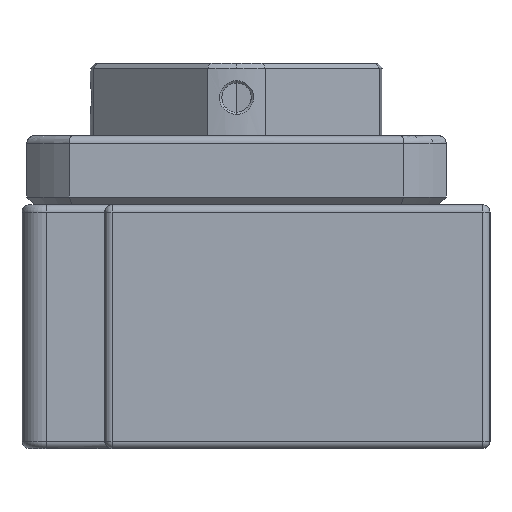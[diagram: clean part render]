
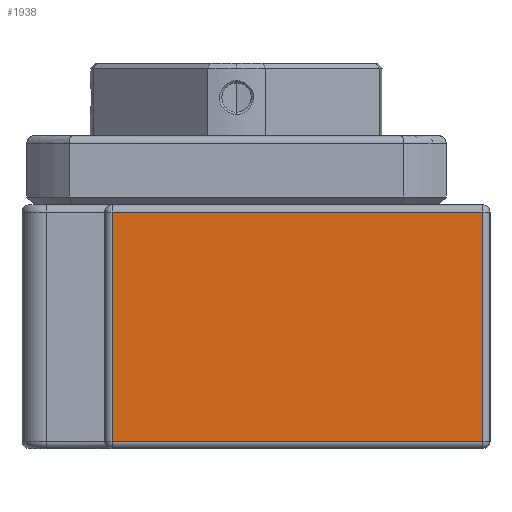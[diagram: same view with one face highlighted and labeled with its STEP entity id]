
A CAD part, left-side view. The second image highlights one B-rep face of the part: STEP entity #1938.
In plain terms, the highlighted planar face has unit normal (-1, 0, 0).
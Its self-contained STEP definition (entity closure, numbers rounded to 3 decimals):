
#67 = DIRECTION ( 'NONE',  ( 0., -1., 0. ) ) ;
#103 = VECTOR ( 'NONE', #11470, 1000. ) ;
#1533 = DIRECTION ( 'NONE',  ( 1., 0., 0. ) ) ;
#1864 = CARTESIAN_POINT ( 'NONE',  ( -70., 31., 23.5 ) ) ;
#1938 = ADVANCED_FACE ( 'NONE', ( #5827 ), #16573, .F. ) ;
#2319 = CARTESIAN_POINT ( 'NONE',  ( -70., 29.5, -23.5 ) ) ;
#3067 = EDGE_CURVE ( 'NONE', #6440, #4466, #7091, .T. ) ;
#3849 = VECTOR ( 'NONE', #8233, 1000. ) ;
#4010 = LINE ( 'NONE', #8308, #7705 ) ;
#4466 = VERTEX_POINT ( 'NONE', #2319 ) ;
#5354 = LINE ( 'NONE', #6903, #9025 ) ;
#5827 = FACE_OUTER_BOUND ( 'NONE', #14094, .T. ) ;
#5989 = EDGE_CURVE ( 'NONE', #15280, #15056, #5354, .T. ) ;
#6440 = VERTEX_POINT ( 'NONE', #14712 ) ;
#6903 = CARTESIAN_POINT ( 'NONE',  ( -70., -46.5, 25. ) ) ;
#7091 = LINE ( 'NONE', #16425, #3849 ) ;
#7415 = LINE ( 'NONE', #1864, #103 ) ;
#7554 = AXIS2_PLACEMENT_3D ( 'NONE', #8328, #1533, #11121 ) ;
#7705 = VECTOR ( 'NONE', #67, 1000. ) ;
#8233 = DIRECTION ( 'NONE',  ( 0., 0., -1. ) ) ;
#8308 = CARTESIAN_POINT ( 'NONE',  ( -70., -48., -23.5 ) ) ;
#8328 = CARTESIAN_POINT ( 'NONE',  ( -70., 31., 25. ) ) ;
#9025 = VECTOR ( 'NONE', #15089, 1000. ) ;
#9768 = ORIENTED_EDGE ( 'NONE', *, *, #13435, .T. ) ;
#11121 = DIRECTION ( 'NONE',  ( 0., 1., 0. ) ) ;
#11470 = DIRECTION ( 'NONE',  ( 0., 1., 0. ) ) ;
#12916 = ORIENTED_EDGE ( 'NONE', *, *, #16332, .T. ) ;
#13435 = EDGE_CURVE ( 'NONE', #4466, #15280, #4010, .T. ) ;
#13959 = CARTESIAN_POINT ( 'NONE',  ( -70., -46.5, -23.5 ) ) ;
#14094 = EDGE_LOOP ( 'NONE', ( #14628, #9768, #15565, #12916 ) ) ;
#14628 = ORIENTED_EDGE ( 'NONE', *, *, #3067, .T. ) ;
#14712 = CARTESIAN_POINT ( 'NONE',  ( -70., 29.5, 23.5 ) ) ;
#14866 = CARTESIAN_POINT ( 'NONE',  ( -70., -46.5, 23.5 ) ) ;
#15056 = VERTEX_POINT ( 'NONE', #14866 ) ;
#15089 = DIRECTION ( 'NONE',  ( 0., 0., 1. ) ) ;
#15280 = VERTEX_POINT ( 'NONE', #13959 ) ;
#15565 = ORIENTED_EDGE ( 'NONE', *, *, #5989, .T. ) ;
#16332 = EDGE_CURVE ( 'NONE', #15056, #6440, #7415, .T. ) ;
#16425 = CARTESIAN_POINT ( 'NONE',  ( -70., 29.5, 25. ) ) ;
#16573 = PLANE ( 'NONE',  #7554 ) ;
